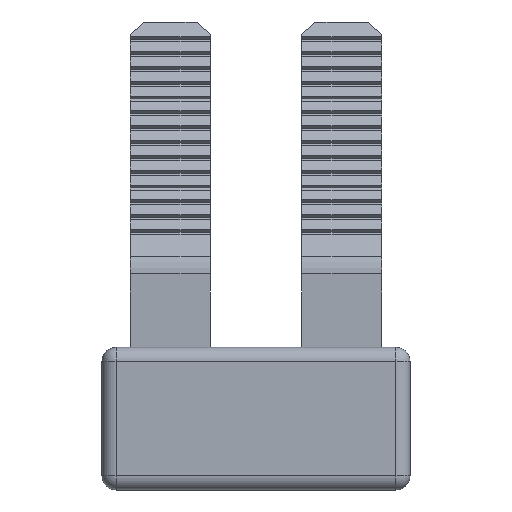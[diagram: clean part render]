
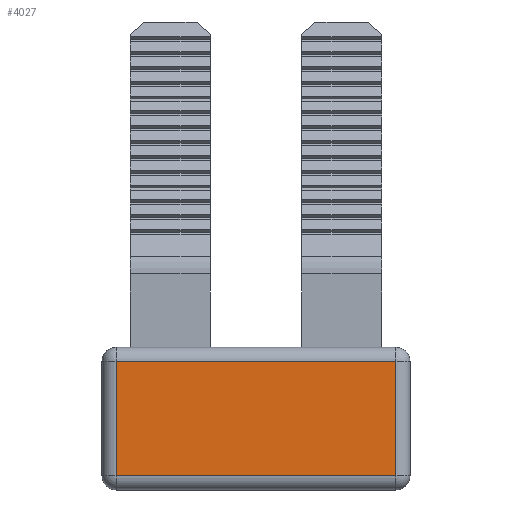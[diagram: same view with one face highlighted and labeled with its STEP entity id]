
A CAD part, front view. The second image highlights one B-rep face of the part: STEP entity #4027.
In plain terms, the highlighted planar face has unit normal (0, -1, 0).
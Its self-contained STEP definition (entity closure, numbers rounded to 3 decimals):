
#46 = DIRECTION ( 'NONE',  ( 1., 0., 0. ) ) ;
#136 = CARTESIAN_POINT ( 'NONE',  ( -28.9, -1.1, -0.073 ) ) ;
#264 = CARTESIAN_POINT ( 'NONE',  ( -19.1, -1.1, -0.073 ) ) ;
#288 = DIRECTION ( 'NONE',  ( 0., 0., -1. ) ) ;
#303 = EDGE_CURVE ( 'NONE', #1652, #2699, #4212, .T. ) ;
#743 = DIRECTION ( 'NONE',  ( 0., 0., -1. ) ) ;
#797 = CARTESIAN_POINT ( 'NONE',  ( -28.9, -1.1, 3.927 ) ) ;
#1605 = PLANE ( 'NONE',  #6993 ) ;
#1652 = VERTEX_POINT ( 'NONE', #5890 ) ;
#1678 = LINE ( 'NONE', #3862, #1956 ) ;
#1776 = ORIENTED_EDGE ( 'NONE', *, *, #1785, .T. ) ;
#1785 = EDGE_CURVE ( 'NONE', #2699, #7607, #4168, .T. ) ;
#1956 = VECTOR ( 'NONE', #8499, 1000. ) ;
#2009 = ORIENTED_EDGE ( 'NONE', *, *, #303, .T. ) ;
#2422 = CARTESIAN_POINT ( 'NONE',  ( -19.1, -1.1, 3.927 ) ) ;
#2564 = LINE ( 'NONE', #797, #3087 ) ;
#2699 = VERTEX_POINT ( 'NONE', #8613 ) ;
#3087 = VECTOR ( 'NONE', #6098, 1000. ) ;
#3704 = DIRECTION ( 'NONE',  ( 0., -1., 0. ) ) ;
#3813 = EDGE_LOOP ( 'NONE', ( #1776, #6091, #6661, #2009 ) ) ;
#3862 = CARTESIAN_POINT ( 'NONE',  ( -19.1, -1.1, 3.927 ) ) ;
#4027 = ADVANCED_FACE ( 'NONE', ( #6386 ), #1605, .T. ) ;
#4168 = LINE ( 'NONE', #6099, #5981 ) ;
#4212 = LINE ( 'NONE', #136, #8648 ) ;
#5583 = VERTEX_POINT ( 'NONE', #2422 ) ;
#5890 = CARTESIAN_POINT ( 'NONE',  ( -28.9, -1.1, 3.927 ) ) ;
#5981 = VECTOR ( 'NONE', #46, 1000. ) ;
#6091 = ORIENTED_EDGE ( 'NONE', *, *, #8362, .T. ) ;
#6098 = DIRECTION ( 'NONE',  ( -1., 0., 0. ) ) ;
#6099 = CARTESIAN_POINT ( 'NONE',  ( 28.9, -1.1, -0.073 ) ) ;
#6386 = FACE_OUTER_BOUND ( 'NONE', #3813, .T. ) ;
#6661 = ORIENTED_EDGE ( 'NONE', *, *, #7463, .T. ) ;
#6993 = AXIS2_PLACEMENT_3D ( 'NONE', #7719, #3704, #288 ) ;
#7463 = EDGE_CURVE ( 'NONE', #5583, #1652, #2564, .T. ) ;
#7607 = VERTEX_POINT ( 'NONE', #264 ) ;
#7719 = CARTESIAN_POINT ( 'NONE',  ( 0., -1.1, 0. ) ) ;
#8362 = EDGE_CURVE ( 'NONE', #7607, #5583, #1678, .T. ) ;
#8499 = DIRECTION ( 'NONE',  ( 0., 0., 1. ) ) ;
#8613 = CARTESIAN_POINT ( 'NONE',  ( -28.9, -1.1, -0.073 ) ) ;
#8648 = VECTOR ( 'NONE', #743, 1000. ) ;
